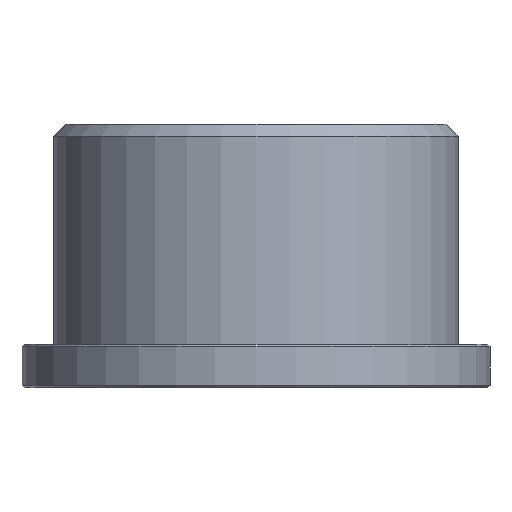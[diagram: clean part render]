
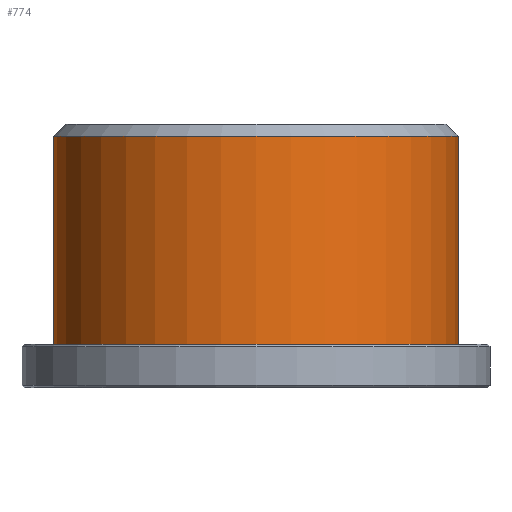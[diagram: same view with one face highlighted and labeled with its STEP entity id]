
A CAD part, front view. The second image highlights one B-rep face of the part: STEP entity #774.
In plain terms, the highlighted cylindrical face has radius 17.275 mm (diameter 34.55 mm), a full revolution.
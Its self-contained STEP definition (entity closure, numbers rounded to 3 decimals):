
#729 = VERTEX_POINT('',#730);
#730 = CARTESIAN_POINT('',(17.275,0.,21.5));
#738 = EDGE_CURVE('',#729,#729,#739,.T.);
#739 = CIRCLE('',#740,17.275);
#740 = AXIS2_PLACEMENT_3D('',#741,#742,#743);
#741 = CARTESIAN_POINT('',(0.,0.,21.5));
#742 = DIRECTION('',(0.,0.,1.));
#743 = DIRECTION('',(1.,0.,0.));
#774 = ADVANCED_FACE('',(#775),#794,.T.);
#775 = FACE_BOUND('',#776,.F.);
#776 = EDGE_LOOP('',(#777,#785,#786,#787));
#777 = ORIENTED_EDGE('',*,*,#778,.T.);
#778 = EDGE_CURVE('',#779,#729,#781,.T.);
#779 = VERTEX_POINT('',#780);
#780 = CARTESIAN_POINT('',(17.275,0.,3.7));
#781 = LINE('',#782,#783);
#782 = CARTESIAN_POINT('',(17.275,0.,3.7));
#783 = VECTOR('',#784,1.);
#784 = DIRECTION('',(0.,0.,1.));
#785 = ORIENTED_EDGE('',*,*,#738,.T.);
#786 = ORIENTED_EDGE('',*,*,#778,.F.);
#787 = ORIENTED_EDGE('',*,*,#788,.F.);
#788 = EDGE_CURVE('',#779,#779,#789,.T.);
#789 = CIRCLE('',#790,17.275);
#790 = AXIS2_PLACEMENT_3D('',#791,#792,#793);
#791 = CARTESIAN_POINT('',(0.,0.,3.7));
#792 = DIRECTION('',(0.,0.,1.));
#793 = DIRECTION('',(1.,0.,0.));
#794 = CYLINDRICAL_SURFACE('',#795,17.275);
#795 = AXIS2_PLACEMENT_3D('',#796,#797,#798);
#796 = CARTESIAN_POINT('',(0.,0.,3.7));
#797 = DIRECTION('',(-0.,-0.,-1.));
#798 = DIRECTION('',(1.,0.,0.));
